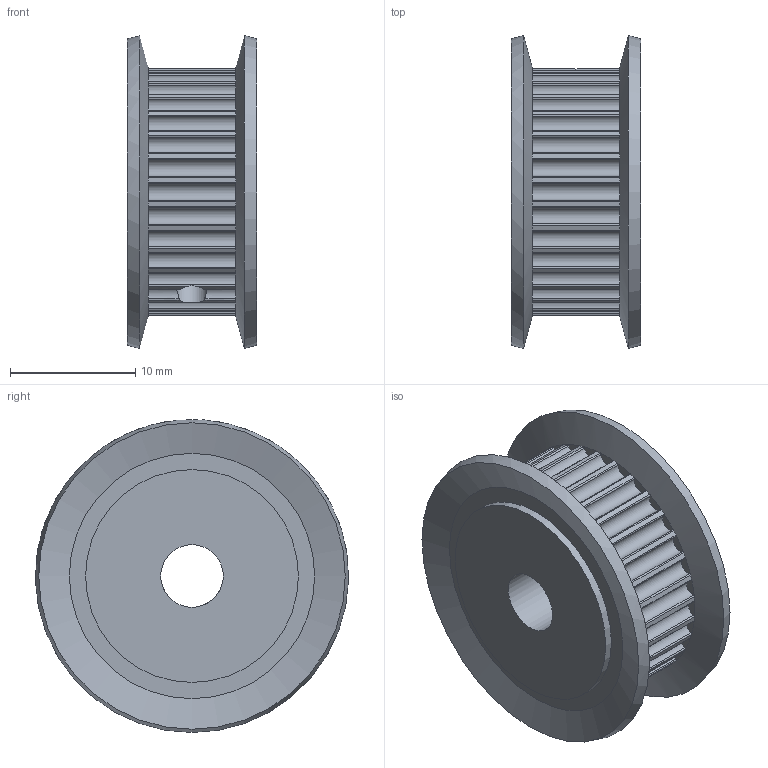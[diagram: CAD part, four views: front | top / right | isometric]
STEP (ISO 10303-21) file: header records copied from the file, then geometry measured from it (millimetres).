
FILE_DESCRIPTION( ( 'STEP AP203' ), '1' );
FILE_NAME( 'GPA32GT2060-A-P5_2_03.stp', ' ', ( ' ' ), ( ' ' ), 'PSStep 15.0.47', 'PARTsolutions', ' ' );
FILE_SCHEMA( ( 'CONFIG_CONTROL_DESIGN' ) );
Length unit declared in the file: millimetre
Products named in the file (3): GPA32GT2060-A-P5; _GPA32GT2060-A-P5_b; _SET-SCREW3-3
Assembly tree (3 placements, depth 2):
  GPA32GT2060-A-P5
    _GPA32GT2060-A-P5_b
    _SET-SCREW3-3  x2
Bounding box: 10.31 x 25 x 25 mm (x, y, z)
Volume: 3020.5 mm3; surface area: 2514.6 mm2
Topology: 3 solids, 3 shells, 253 faces, 593 edges, 346 vertices
Faces by surface type: cylinder 145, plane 96, cone 12
Full cylindrical faces by diameter (mm): 2.459 x2, 3 x2, 5 x1, 17 x2
Entity records: 7026 total; most frequent: CARTESIAN_POINT 1414, DIRECTION 1326, ORIENTED_EDGE 1064, AXIS2_PLACEMENT_3D 581, EDGE_CURVE 532, CIRCLE 342, VERTEX_POINT 317, EDGE_LOOP 256
